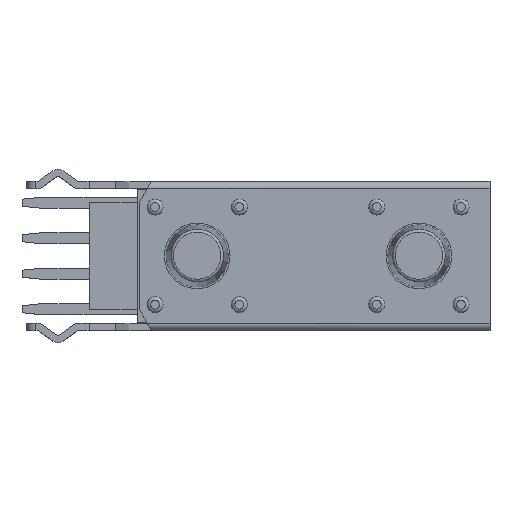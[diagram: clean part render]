
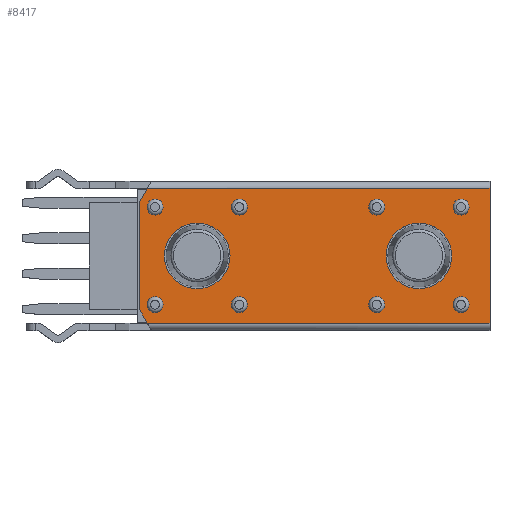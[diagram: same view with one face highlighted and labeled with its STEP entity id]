
A CAD part, top view. The second image highlights one B-rep face of the part: STEP entity #8417.
In plain terms, the highlighted planar face has unit normal (0, 0, 1).
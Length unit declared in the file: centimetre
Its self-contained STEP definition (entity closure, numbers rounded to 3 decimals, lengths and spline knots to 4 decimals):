
#78=FACE_BOUND('',#1003,.T.);
#79=FACE_BOUND('',#1004,.T.);
#80=FACE_BOUND('',#1005,.T.);
#81=FACE_BOUND('',#1006,.T.);
#82=FACE_BOUND('',#1007,.T.);
#83=FACE_BOUND('',#1008,.T.);
#84=FACE_BOUND('',#1009,.T.);
#85=FACE_BOUND('',#1010,.T.);
#86=FACE_BOUND('',#1011,.T.);
#87=FACE_BOUND('',#1012,.T.);
#154=CIRCLE('',#8955,0.185);
#155=CIRCLE('',#8956,0.045);
#156=CIRCLE('',#8957,0.045);
#157=CIRCLE('',#8958,0.045);
#158=CIRCLE('',#8959,0.045);
#159=CIRCLE('',#8960,0.045);
#160=CIRCLE('',#8961,0.045);
#161=CIRCLE('',#8962,0.045);
#162=CIRCLE('',#8963,0.045);
#163=CIRCLE('',#8964,0.185);
#516=FACE_OUTER_BOUND('',#1002,.T.);
#1002=EDGE_LOOP('',(#5904,#5905,#5906,#5907,#5908,#5909));
#1003=EDGE_LOOP('',(#5910));
#1004=EDGE_LOOP('',(#5911));
#1005=EDGE_LOOP('',(#5912));
#1006=EDGE_LOOP('',(#5913));
#1007=EDGE_LOOP('',(#5914));
#1008=EDGE_LOOP('',(#5915));
#1009=EDGE_LOOP('',(#5916));
#1010=EDGE_LOOP('',(#5917));
#1011=EDGE_LOOP('',(#5918));
#1012=EDGE_LOOP('',(#5919));
#1583=LINE('',#12415,#2588);
#1587=LINE('',#12426,#2592);
#1590=LINE('',#12432,#2595);
#1591=LINE('',#12434,#2596);
#1592=LINE('',#12436,#2597);
#1593=LINE('',#12437,#2598);
#2588=VECTOR('',#9945,1.);
#2592=VECTOR('',#9957,1.);
#2595=VECTOR('',#9962,1.);
#2596=VECTOR('',#9963,1.);
#2597=VECTOR('',#9964,1.);
#2598=VECTOR('',#9965,1.);
#3576=VERTEX_POINT('',#12412);
#3577=VERTEX_POINT('',#12414);
#3580=VERTEX_POINT('',#12425);
#3582=VERTEX_POINT('',#12431);
#3583=VERTEX_POINT('',#12433);
#3584=VERTEX_POINT('',#12435);
#3585=VERTEX_POINT('',#12438);
#3586=VERTEX_POINT('',#12440);
#3587=VERTEX_POINT('',#12442);
#3588=VERTEX_POINT('',#12444);
#3589=VERTEX_POINT('',#12446);
#3590=VERTEX_POINT('',#12448);
#3591=VERTEX_POINT('',#12450);
#3592=VERTEX_POINT('',#12452);
#3593=VERTEX_POINT('',#12454);
#3594=VERTEX_POINT('',#12456);
#4459=EDGE_CURVE('',#3577,#3576,#1583,.T.);
#4465=EDGE_CURVE('',#3577,#3580,#1587,.T.);
#4468=EDGE_CURVE('',#3576,#3582,#1590,.T.);
#4469=EDGE_CURVE('',#3583,#3582,#1591,.T.);
#4470=EDGE_CURVE('',#3583,#3584,#1592,.T.);
#4471=EDGE_CURVE('',#3584,#3580,#1593,.T.);
#4472=EDGE_CURVE('',#3585,#3585,#154,.T.);
#4473=EDGE_CURVE('',#3586,#3586,#155,.T.);
#4474=EDGE_CURVE('',#3587,#3587,#156,.T.);
#4475=EDGE_CURVE('',#3588,#3588,#157,.T.);
#4476=EDGE_CURVE('',#3589,#3589,#158,.T.);
#4477=EDGE_CURVE('',#3590,#3590,#159,.T.);
#4478=EDGE_CURVE('',#3591,#3591,#160,.T.);
#4479=EDGE_CURVE('',#3592,#3592,#161,.T.);
#4480=EDGE_CURVE('',#3593,#3593,#162,.T.);
#4481=EDGE_CURVE('',#3594,#3594,#163,.T.);
#5904=ORIENTED_EDGE('',*,*,#4459,.T.);
#5905=ORIENTED_EDGE('',*,*,#4468,.T.);
#5906=ORIENTED_EDGE('',*,*,#4469,.F.);
#5907=ORIENTED_EDGE('',*,*,#4470,.T.);
#5908=ORIENTED_EDGE('',*,*,#4471,.T.);
#5909=ORIENTED_EDGE('',*,*,#4465,.F.);
#5910=ORIENTED_EDGE('',*,*,#4472,.T.);
#5911=ORIENTED_EDGE('',*,*,#4473,.F.);
#5912=ORIENTED_EDGE('',*,*,#4474,.F.);
#5913=ORIENTED_EDGE('',*,*,#4475,.F.);
#5914=ORIENTED_EDGE('',*,*,#4476,.F.);
#5915=ORIENTED_EDGE('',*,*,#4477,.F.);
#5916=ORIENTED_EDGE('',*,*,#4478,.F.);
#5917=ORIENTED_EDGE('',*,*,#4479,.F.);
#5918=ORIENTED_EDGE('',*,*,#4480,.F.);
#5919=ORIENTED_EDGE('',*,*,#4481,.T.);
#8054=PLANE('',#8954);
#8417=ADVANCED_FACE('',(#516,#78,#79,#80,#81,#82,#83,#84,#85,#86,#87),#8054,
 .T.);
#8954=AXIS2_PLACEMENT_3D('',#12430,#9960,#9961);
#8955=AXIS2_PLACEMENT_3D('',#12439,#9966,#9967);
#8956=AXIS2_PLACEMENT_3D('',#12441,#9968,#9969);
#8957=AXIS2_PLACEMENT_3D('',#12443,#9970,#9971);
#8958=AXIS2_PLACEMENT_3D('',#12445,#9972,#9973);
#8959=AXIS2_PLACEMENT_3D('',#12447,#9974,#9975);
#8960=AXIS2_PLACEMENT_3D('',#12449,#9976,#9977);
#8961=AXIS2_PLACEMENT_3D('',#12451,#9978,#9979);
#8962=AXIS2_PLACEMENT_3D('',#12453,#9980,#9981);
#8963=AXIS2_PLACEMENT_3D('',#12455,#9982,#9983);
#8964=AXIS2_PLACEMENT_3D('',#12457,#9984,#9985);
#9945=DIRECTION('',(0.5,-0.866,0.));
#9957=DIRECTION('',(0.,1.,0.));
#9960=DIRECTION('center_axis',(0.,0.,
1.));
#9961=DIRECTION('ref_axis',(0.,-1.,0.));
#9962=DIRECTION('',(1.,0.,0.));
#9963=DIRECTION('',(0.,-1.,0.));
#9964=DIRECTION('',(-1.,0.,0.));
#9965=DIRECTION('',(-0.5,-0.866,0.));
#9966=DIRECTION('center_axis',(0.,0.,
-1.));
#9967=DIRECTION('ref_axis',(0.,1.,0.));
#9968=DIRECTION('center_axis',(0.,0.,
1.));
#9969=DIRECTION('ref_axis',(1.,0.,0.));
#9970=DIRECTION('center_axis',(0.,0.,
1.));
#9971=DIRECTION('ref_axis',(1.,0.,0.));
#9972=DIRECTION('center_axis',(0.,0.,
1.));
#9973=DIRECTION('ref_axis',(-1.,0.,0.));
#9974=DIRECTION('center_axis',(0.,0.,
1.));
#9975=DIRECTION('ref_axis',(-1.,0.,0.));
#9976=DIRECTION('center_axis',(0.,0.,
1.));
#9977=DIRECTION('ref_axis',(-1.,0.,0.));
#9978=DIRECTION('center_axis',(0.,0.,
1.));
#9979=DIRECTION('ref_axis',(-1.,0.,0.));
#9980=DIRECTION('center_axis',(0.,0.,
1.));
#9981=DIRECTION('ref_axis',(1.,0.,0.));
#9982=DIRECTION('center_axis',(0.,0.,
1.));
#9983=DIRECTION('ref_axis',(1.,0.,0.));
#9984=DIRECTION('center_axis',(0.,0.,
-1.));
#9985=DIRECTION('ref_axis',(0.,1.,0.));
#12412=CARTESIAN_POINT('',(-0.2806,-0.3799,0.339));
#12414=CARTESIAN_POINT('',(-0.3245,-0.3039,0.339));
#12415=CARTESIAN_POINT('',(-0.2334,-0.4618,0.339));
#12425=CARTESIAN_POINT('',(-0.3245,0.3039,0.339));
#12426=CARTESIAN_POINT('',(-0.3245,-0.42,0.339));
#12430=CARTESIAN_POINT('Origin',(0.663,0.,0.339));
#12431=CARTESIAN_POINT('',(1.6505,-0.3799,0.339));
#12432=CARTESIAN_POINT('',(1.1568,-0.3799,0.339));
#12433=CARTESIAN_POINT('',(1.6505,0.3799,0.339));
#12434=CARTESIAN_POINT('',(1.6505,0.42,0.339));
#12435=CARTESIAN_POINT('',(-0.2806,0.3799,0.339));
#12436=CARTESIAN_POINT('',(0.1693,0.3799,0.339));
#12437=CARTESIAN_POINT('',(-0.2334,0.4618,0.339));
#12438=CARTESIAN_POINT('',(0.,-0.185,0.339));
#12439=CARTESIAN_POINT('Origin',(0.,0.,
0.339));
#12440=CARTESIAN_POINT('',(0.9675,-0.275,0.339));
#12441=CARTESIAN_POINT('Origin',(1.0125,-0.275,0.339));
#12442=CARTESIAN_POINT('',(0.9675,0.275,0.339));
#12443=CARTESIAN_POINT('Origin',(1.0125,0.275,0.339));
#12444=CARTESIAN_POINT('',(0.2825,-0.275,0.339));
#12445=CARTESIAN_POINT('Origin',(0.2375,-0.275,0.339));
#12446=CARTESIAN_POINT('',(0.2825,0.275,0.339));
#12447=CARTESIAN_POINT('Origin',(0.2375,0.275,0.339));
#12448=CARTESIAN_POINT('',(-0.1925,0.275,0.339));
#12449=CARTESIAN_POINT('Origin',(-0.2375,0.275,0.339));
#12450=CARTESIAN_POINT('',(-0.1925,-0.275,0.339));
#12451=CARTESIAN_POINT('Origin',(-0.2375,-0.275,0.339));
#12452=CARTESIAN_POINT('',(1.4425,0.275,0.339));
#12453=CARTESIAN_POINT('Origin',(1.4875,0.275,0.339));
#12454=CARTESIAN_POINT('',(1.4425,-0.275,0.339));
#12455=CARTESIAN_POINT('Origin',(1.4875,-0.275,0.339));
#12456=CARTESIAN_POINT('',(1.25,-0.185,0.339));
#12457=CARTESIAN_POINT('Origin',(1.25,0.,0.339));
